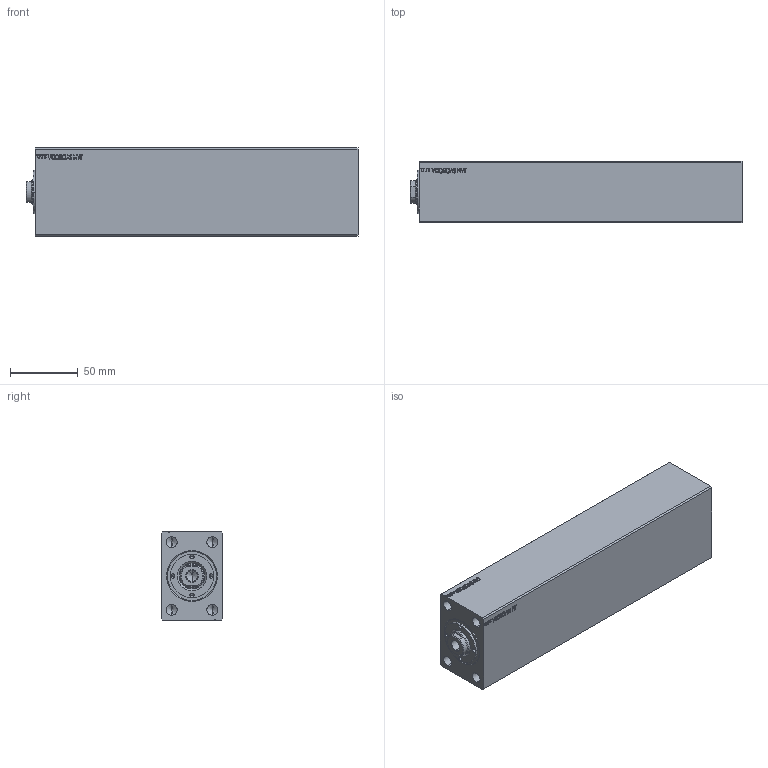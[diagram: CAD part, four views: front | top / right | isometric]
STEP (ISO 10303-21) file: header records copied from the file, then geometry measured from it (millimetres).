
FILE_DESCRIPTION (( 'STEP AP203' ), '1' );
FILE_NAME ('02e9.STEP', '2024-02-11T17:40:27', ( '' ), ( '' ), 'SwSTEP 2.0', 'SolidWorks 2019', '' );
FILE_SCHEMA (( 'CONFIG_CONTROL_DESIGN' ));
Length unit declared in the file: millimetre
Products named in the file (4): 02e9; V500CZ 698986507d1f1d4bc3e7257a76f5c735; V500CZ_B_VC 698986507d1f1d4bc3e7257a76f5c735; V500CZ_VNIT豊蚠攘ST 698986507d1f1d4bc3e7257a76f5c735
Assembly tree (3 placements, depth 2):
  02e9
    V500CZ 698986507d1f1d4bc3e7257a76f5c735
    V500CZ_VNIT豊蚠攘ST 698986507d1f1d4bc3e7257a76f5c735
    V500CZ_B_VC 698986507d1f1d4bc3e7257a76f5c735
Bounding box: 245 x 45 x 65 mm (x, y, z)
Volume: 644299.8 mm3; surface area: 100486.5 mm2
Topology: 3 solids, 3 shells, 873 faces, 2244 edges, 1468 vertices
Faces by surface type: plane 399, bspline 380, cylinder 58, cone 36
Entity records: 44154 total; most frequent: CARTESIAN_POINT 25147, ORIENTED_EDGE 4436, DIRECTION 2574, EDGE_CURVE 2218, VERTEX_POINT 1468, LINE 1324, VECTOR 1324, EDGE_LOOP 996
